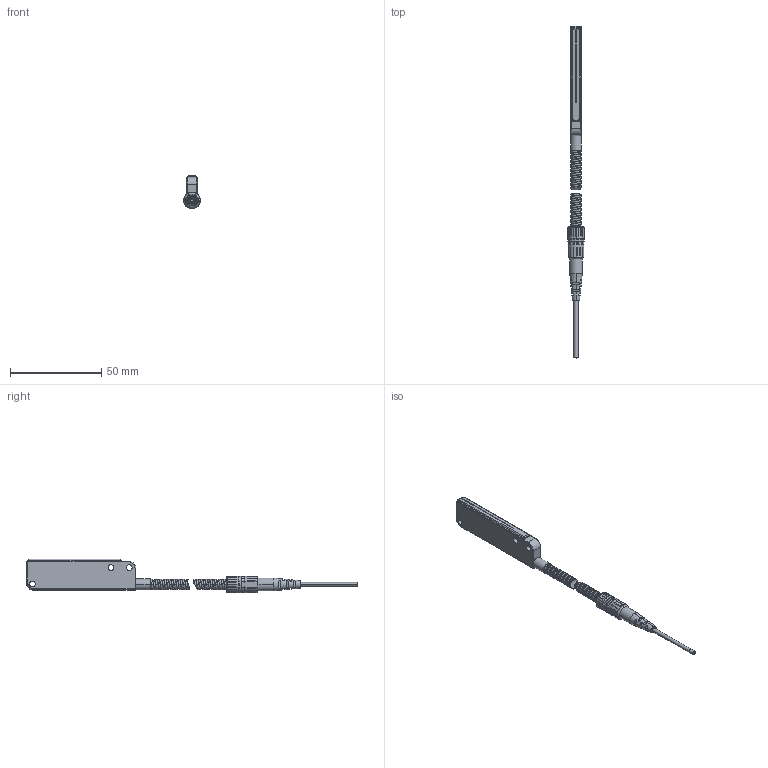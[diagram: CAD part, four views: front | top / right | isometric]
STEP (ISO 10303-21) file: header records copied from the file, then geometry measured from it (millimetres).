
FILE_DESCRIPTION((''),'2;1');
FILE_NAME('199251_ASM','2017-03-30T',('pdmadmin'),('BANNER ENGINEERING'),'CREO PARAMETRIC BY PTC INC, 2016260','CREO PARAMETRIC BY PTC INC, 2016260','');
FILE_SCHEMA(('CONFIG_CONTROL_DESIGN'));
Length unit declared in the file: millimetre
Products named in the file (5): 01_2_1; 01_2_2_AF0; 01_2_AF0_ASM; 801980_ASM; 199251_ASM
Assembly tree (4 placements, depth 4):
  199251_ASM
    801980_ASM
      01_2_AF0_ASM
        01_2_1
        01_2_2_AF0
Bounding box: 9 x 181.74 x 18.25 mm (x, y, z)
Volume: 8592.7 mm3; surface area: 5190 mm2
Topology: 2 solids, 2 shells, 369 faces, 959 edges, 606 vertices
Faces by surface type: bspline 134, cylinder 112, plane 89, cone 18, torus 12, extrusion 4
Entity records: 33830 total; most frequent: CARTESIAN_POINT 25773, ORIENTED_EDGE 1918, DIRECTION 1266, EDGE_CURVE 959, VERTEX_POINT 606, AXIS2_PLACEMENT_3D 505, B_SPLINE_CURVE_WITH_KNOTS 449, EDGE_LOOP 387
